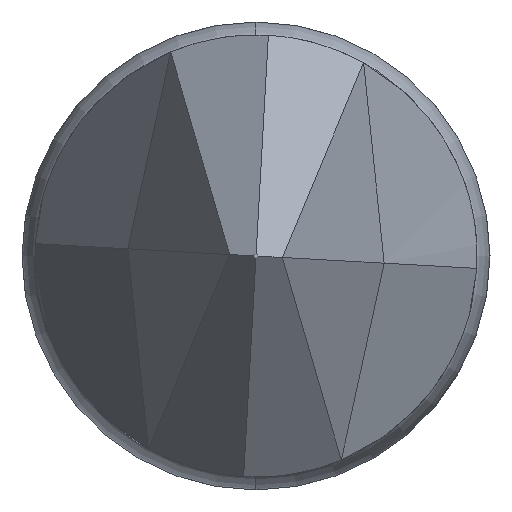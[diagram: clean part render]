
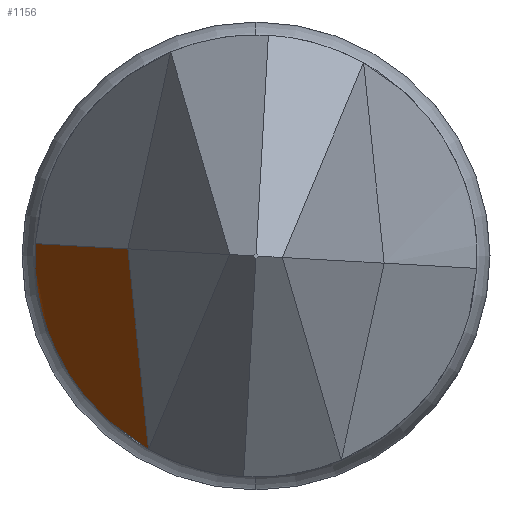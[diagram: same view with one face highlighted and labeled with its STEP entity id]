
A CAD part, left-side view. The second image highlights one B-rep face of the part: STEP entity #1156.
In plain terms, the highlighted planar face has unit normal (-0.462, 0.878, -0.125).
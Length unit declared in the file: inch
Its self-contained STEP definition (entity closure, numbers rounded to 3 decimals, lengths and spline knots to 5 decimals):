
#38 = EDGE_CURVE ( 'NONE', #879, #601, #478, .T. ) ;
#161 = CARTESIAN_POINT ( 'NONE',  ( -0.2613, 0.01877, -0.00294 ) ) ;
#265 = LINE ( 'NONE', #1437, #1401 ) ;
#272 = DIRECTION ( 'NONE',  ( 0.883, 0.469, 0.026 ) ) ;
#329 = CARTESIAN_POINT ( 'NONE',  ( -0.27571, 0.00924, -0.0166 ) ) ;
#333 = VERTEX_POINT ( 'NONE', #835 ) ;
#334 = ORIENTED_EDGE ( 'NONE', *, *, #38, .F. ) ;
#346 = CARTESIAN_POINT ( 'NONE',  ( -0.277, 0.01101, 0.00062 ) ) ;
#380 = DIRECTION ( 'NONE',  ( 0.462, -0.878, 0.125 ) ) ;
#418 = EDGE_CURVE ( 'NONE', #601, #333, #1325, .T. ) ;
#478 =( BOUNDED_CURVE ( )  B_SPLINE_CURVE ( 3, ( #1201, #882, #1951, #1476 ),
 .UNSPECIFIED., .F., .T. ) 
 B_SPLINE_CURVE_WITH_KNOTS ( ( 4, 4 ),
 ( 5.36144, 6.26914 ),
 .UNSPECIFIED. ) 
 CURVE ( )  GEOMETRIC_REPRESENTATION_ITEM ( )  RATIONAL_B_SPLINE_CURVE ( ( 1., 0.933, 0.933, 1. ) ) 
 REPRESENTATION_ITEM ( '' )  );
#525 = PLANE ( 'NONE',  #1137 ) ;
#601 = VERTEX_POINT ( 'NONE', #1648 ) ;
#659 = CARTESIAN_POINT ( 'NONE',  ( -0.26153, 0.01898, -0.00162 ) ) ;
#790 = CARTESIAN_POINT ( 'NONE',  ( -0.262, 0.01897, 0.00106 ) ) ;
#796 = EDGE_CURVE ( 'NONE', #1304, #333, #265, .T. ) ;
#835 = CARTESIAN_POINT ( 'NONE',  ( -0.262, 0.01897, 0.00106 ) ) ;
#875 = ORIENTED_EDGE ( 'NONE', *, *, #796, .T. ) ;
#879 = VERTEX_POINT ( 'NONE', #329 ) ;
#882 = CARTESIAN_POINT ( 'NONE',  ( -0.26661, 0.01444, -0.01371 ) ) ;
#981 = VECTOR ( 'NONE', #1626, 39.37008 ) ;
#1136 = ORIENTED_EDGE ( 'NONE', *, *, #1834, .T. ) ;
#1137 = AXIS2_PLACEMENT_3D ( 'NONE', #346, #380, #1186 ) ;
#1156 = ADVANCED_FACE ( 'NONE', ( #1169 ), #525, .F. ) ;
#1169 = FACE_OUTER_BOUND ( 'NONE', #1317, .T. ) ;
#1177 = CARTESIAN_POINT ( 'NONE',  ( -0.26177, 0.01905, -0.00027 ) ) ;
#1186 = DIRECTION ( 'NONE',  ( 0.883, 0.469, 0.026 ) ) ;
#1201 = CARTESIAN_POINT ( 'NONE',  ( -0.27571, 0.00924, -0.0166 ) ) ;
#1290 = ORIENTED_EDGE ( 'NONE', *, *, #418, .F. ) ;
#1303 = CARTESIAN_POINT ( 'NONE',  ( -0.27702, 0.01103, 0.00082 ) ) ;
#1304 = VERTEX_POINT ( 'NONE', #1498 ) ;
#1317 = EDGE_LOOP ( 'NONE', ( #1136, #875, #1290, #334 ) ) ;
#1325 = B_SPLINE_CURVE_WITH_KNOTS ( 'NONE', 3,
 ( #161, #659, #1177, #790 ),
 .UNSPECIFIED., .F., .F.,
 ( 4, 4 ),
 ( 0., 1. ),
 .UNSPECIFIED. ) ;
#1364 = LINE ( 'NONE', #1303, #981 ) ;
#1401 = VECTOR ( 'NONE', #272, 39.37008 ) ;
#1437 = CARTESIAN_POINT ( 'NONE',  ( -0.277, 0.01101, 0.00062 ) ) ;
#1476 = CARTESIAN_POINT ( 'NONE',  ( -0.2613, 0.01877, -0.00294 ) ) ;
#1498 = CARTESIAN_POINT ( 'NONE',  ( -0.277, 0.01101, 0.00062 ) ) ;
#1626 = DIRECTION ( 'NONE',  ( -0.074, 0.102, 0.992 ) ) ;
#1648 = CARTESIAN_POINT ( 'NONE',  ( -0.2613, 0.01877, -0.00294 ) ) ;
#1834 = EDGE_CURVE ( 'NONE', #879, #1304, #1364, .T. ) ;
#1951 = CARTESIAN_POINT ( 'NONE',  ( -0.26146, 0.01785, -0.00882 ) ) ;
